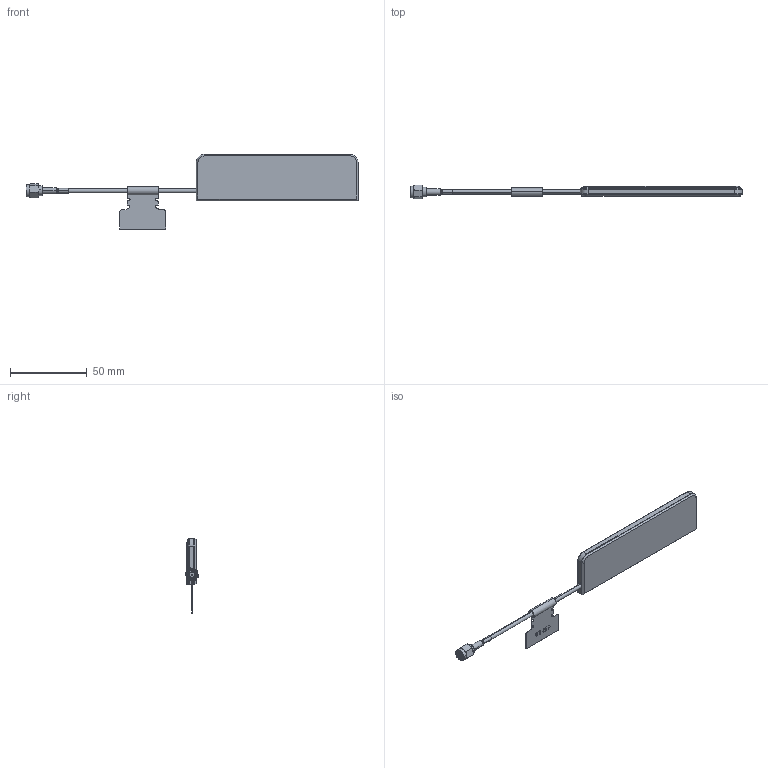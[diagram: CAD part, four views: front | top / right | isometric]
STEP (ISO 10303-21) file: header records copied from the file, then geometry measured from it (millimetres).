
FILE_DESCRIPTION (( 'STEP AP214' ), '1' );
FILE_NAME ('WSA.5800.A.101151_web.STEP', '2022-03-15T14:09:27', ( '' ), ( '' ), 'SwSTEP 2.0', 'SolidWorks 2018', '' );
FILE_SCHEMA (( 'AUTOMOTIVE_DESIGN' ));
Length unit declared in the file: millimetre
Products named in the file (1): WSA.5800.A.101151_web
Bounding box: 215.7 x 8.97 x 48.8 mm (x, y, z)
Surface area: 10580.9 mm2 (no closed solid volume)
Topology: 0 solids, 14 shells, 197 faces, 761 edges, 579 vertices
Faces by surface type: plane 86, cylinder 70, torus 22, cone 13, bspline 6
Entity records: 13222 total; most frequent: CARTESIAN_POINT 5147, ORIENTED_EDGE 1133, DIRECTION 1111, EDGE_CURVE 761, VERTEX_POINT 579, VECTOR 379, LINE 379, AXIS2_PLACEMENT_3D 366
